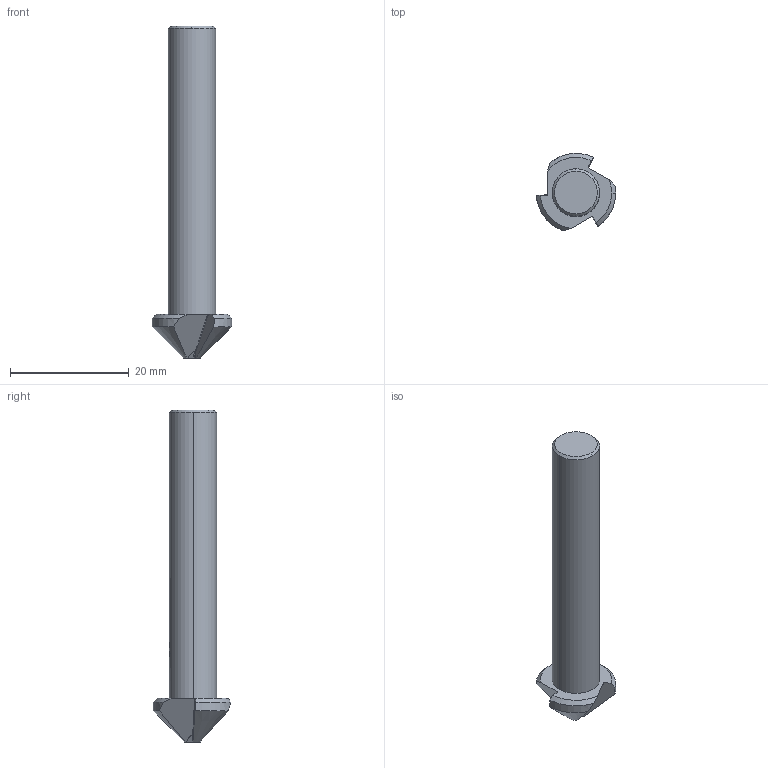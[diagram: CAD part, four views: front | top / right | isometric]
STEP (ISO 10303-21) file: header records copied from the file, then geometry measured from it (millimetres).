
FILE_DESCRIPTION(('no description'),'unknown implementation level');
FILE_NAME('solidQDyHpTUvwFvlS_MOEfE683p17og_1.STP',' ',('CIMSOURCE GmbH'),('CADClick - KiM GmbH - www.kimweb.de'),'unknown preprocess','ACIS','unknown authorization');
FILE_SCHEMA(('automotive_design'));
Length unit declared in the file: millimetre
Products named in the file (2): 1; 2
Bounding box: 13.39 x 13.04 x 56 mm (x, y, z)
Volume: 2883.6 mm3; surface area: 1817 mm2
Topology: 2 solids, 2 shells, 63 faces, 181 edges, 123 vertices
Faces by surface type: plane 24, cylinder 23, cone 16
Entity records: 4609 total; most frequent: CARTESIAN_POINT 920, STYLED_ITEM 369, PRESENTATION_STYLE_ASSIGNMENT 369, COLOUR_RGB 369, ORIENTED_EDGE 362, DIRECTION 337, EDGE_CURVE 181, CURVE_STYLE 181
